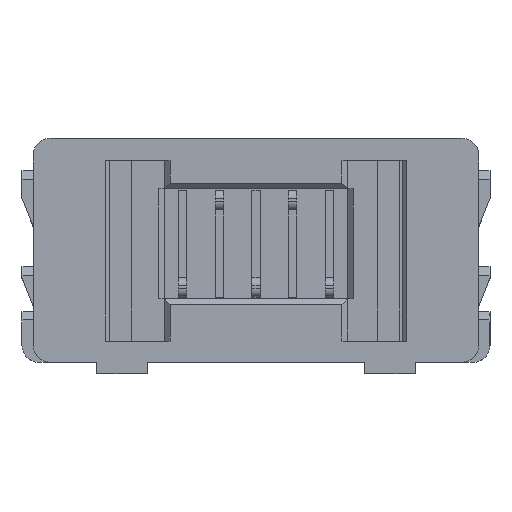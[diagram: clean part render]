
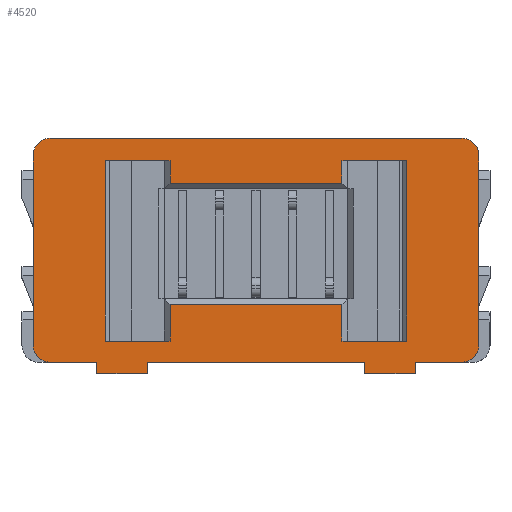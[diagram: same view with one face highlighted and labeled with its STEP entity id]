
A CAD part, top view. The second image highlights one B-rep face of the part: STEP entity #4520.
In plain terms, the highlighted planar face has unit normal (0, 0, 1).
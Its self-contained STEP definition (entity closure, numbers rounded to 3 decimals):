
#60=CARTESIAN_POINT('',(3.95,3.983,0.));
#70=DIRECTION('',(0.,1.,0.));
#80=VECTOR('',#70,1.);
#90=LINE('',#60,#80);
#100=CARTESIAN_POINT('',(3.95,-1.688,0.));
#110=VERTEX_POINT('',#100);
#120=CARTESIAN_POINT('',(3.95,1.687,0.));
#130=VERTEX_POINT('',#120);
#140=EDGE_CURVE('',#110,#130,#90,.T.);
#2180=CARTESIAN_POINT('',(3.65,-1.988,0.));
#2190=VERTEX_POINT('',#2180);
#2220=CARTESIAN_POINT('',(3.65,-1.688,0.));
#2230=DIRECTION('',(0.,-0.,1.));
#2240=DIRECTION('',(-1.,0.,0.));
#2250=AXIS2_PLACEMENT_3D('',#2220,#2230,#2240);
#2260=CIRCLE('',#2250,0.3);
#2270=EDGE_CURVE('',#2190,#110,#2260,.T.);
#2320=CARTESIAN_POINT('',(-4.153,-2.297,0.));
#2330=DIRECTION('',(0.,0.,1.));
#2340=DIRECTION('',(1.,0.,0.));
#2350=AXIS2_PLACEMENT_3D('',#2320,#2330,#2340);
#2360=PLANE('',#2350);
#2370=CARTESIAN_POINT('',(8.21,-1.988,0.));
#2380=DIRECTION('',(1.,0.,-0.));
#2390=VECTOR('',#2380,1.);
#2400=LINE('',#2370,#2390);
#2410=CARTESIAN_POINT('',(2.825,-1.988,0.));
#2420=VERTEX_POINT('',#2410);
#2430=EDGE_CURVE('',#2420,#2190,#2400,.T.);
#2440=ORIENTED_EDGE('',*,*,#2430,.T.);
#2450=CARTESIAN_POINT('',(2.825,3.983,0.));
#2460=DIRECTION('',(0.,-1.,0.));
#2470=VECTOR('',#2460,1.);
#2480=LINE('',#2450,#2470);
#2490=CARTESIAN_POINT('',(2.825,-2.188,0.));
#2500=VERTEX_POINT('',#2490);
#2510=EDGE_CURVE('',#2420,#2500,#2480,.T.);
#2520=ORIENTED_EDGE('',*,*,#2510,.F.);
#2530=CARTESIAN_POINT('',(8.21,-2.188,0.));
#2540=DIRECTION('',(-1.,0.,0.));
#2550=VECTOR('',#2540,1.);
#2560=LINE('',#2530,#2550);
#2570=CARTESIAN_POINT('',(1.925,-2.188,0.));
#2580=VERTEX_POINT('',#2570);
#2590=EDGE_CURVE('',#2500,#2580,#2560,.T.);
#2600=ORIENTED_EDGE('',*,*,#2590,.F.);
#2610=CARTESIAN_POINT('',(1.925,3.983,0.));
#2620=DIRECTION('',(0.,1.,0.));
#2630=VECTOR('',#2620,1.);
#2640=LINE('',#2610,#2630);
#2650=CARTESIAN_POINT('',(1.925,-1.988,0.));
#2660=VERTEX_POINT('',#2650);
#2670=EDGE_CURVE('',#2580,#2660,#2640,.T.);
#2680=ORIENTED_EDGE('',*,*,#2670,.F.);
#2690=CARTESIAN_POINT('',(8.21,-1.988,0.));
#2700=DIRECTION('',(1.,0.,-0.));
#2710=VECTOR('',#2700,1.);
#2720=LINE('',#2690,#2710);
#2730=CARTESIAN_POINT('',(-1.925,-1.988,0.));
#2740=VERTEX_POINT('',#2730);
#2750=EDGE_CURVE('',#2740,#2660,#2720,.T.);
#2760=ORIENTED_EDGE('',*,*,#2750,.T.);
#2770=CARTESIAN_POINT('',(-1.925,3.983,0.));
#2780=DIRECTION('',(0.,-1.,0.));
#2790=VECTOR('',#2780,1.);
#2800=LINE('',#2770,#2790);
#2810=CARTESIAN_POINT('',(-1.925,-2.188,0.));
#2820=VERTEX_POINT('',#2810);
#2830=EDGE_CURVE('',#2740,#2820,#2800,.T.);
#2840=ORIENTED_EDGE('',*,*,#2830,.F.);
#2850=CARTESIAN_POINT('',(8.21,-2.188,0.));
#2860=DIRECTION('',(-1.,0.,0.));
#2870=VECTOR('',#2860,1.);
#2880=LINE('',#2850,#2870);
#2890=CARTESIAN_POINT('',(-2.825,-2.188,0.));
#2900=VERTEX_POINT('',#2890);
#2910=EDGE_CURVE('',#2820,#2900,#2880,.T.);
#2920=ORIENTED_EDGE('',*,*,#2910,.F.);
#2930=CARTESIAN_POINT('',(-2.825,3.983,0.));
#2940=DIRECTION('',(0.,1.,0.));
#2950=VECTOR('',#2940,1.);
#2960=LINE('',#2930,#2950);
#2970=CARTESIAN_POINT('',(-2.825,-1.988,0.));
#2980=VERTEX_POINT('',#2970);
#2990=EDGE_CURVE('',#2900,#2980,#2960,.T.);
#3000=ORIENTED_EDGE('',*,*,#2990,.F.);
#3010=CARTESIAN_POINT('',(8.21,-1.988,0.));
#3020=DIRECTION('',(1.,0.,-0.));
#3030=VECTOR('',#3020,1.);
#3040=LINE('',#3010,#3030);
#3050=CARTESIAN_POINT('',(-3.65,-1.988,0.));
#3060=VERTEX_POINT('',#3050);
#3070=EDGE_CURVE('',#3060,#2980,#3040,.T.);
#3080=ORIENTED_EDGE('',*,*,#3070,.T.);
#3090=CARTESIAN_POINT('',(-3.65,-1.688,0.));
#3100=DIRECTION('',(0.,-0.,1.));
#3110=DIRECTION('',(-1.,0.,0.));
#3120=AXIS2_PLACEMENT_3D('',#3090,#3100,#3110);
#3130=CIRCLE('',#3120,0.3);
#3140=CARTESIAN_POINT('',(-3.95,-1.687,0.));
#3150=VERTEX_POINT('',#3140);
#3160=EDGE_CURVE('',#3150,#3060,#3130,.T.);
#3170=ORIENTED_EDGE('',*,*,#3160,.T.);
#3180=CARTESIAN_POINT('',(-3.95,3.983,0.));
#3190=DIRECTION('',(0.,-1.,0.));
#3200=VECTOR('',#3190,1.);
#3210=LINE('',#3180,#3200);
#3220=CARTESIAN_POINT('',(-3.95,1.687,0.));
#3230=VERTEX_POINT('',#3220);
#3240=EDGE_CURVE('',#3230,#3150,#3210,.T.);
#3250=ORIENTED_EDGE('',*,*,#3240,.T.);
#3260=CARTESIAN_POINT('',(-3.65,1.687,0.));
#3270=DIRECTION('',(0.,-0.,1.));
#3280=DIRECTION('',(-1.,0.,0.));
#3290=AXIS2_PLACEMENT_3D('',#3260,#3270,#3280);
#3300=CIRCLE('',#3290,0.3);
#3310=CARTESIAN_POINT('',(-3.65,1.988,0.));
#3320=VERTEX_POINT('',#3310);
#3330=EDGE_CURVE('',#3320,#3230,#3300,.T.);
#3340=ORIENTED_EDGE('',*,*,#3330,.T.);
#3350=CARTESIAN_POINT('',(8.21,1.988,0.));
#3360=DIRECTION('',(-1.,0.,0.));
#3370=VECTOR('',#3360,1.);
#3380=LINE('',#3350,#3370);
#3390=CARTESIAN_POINT('',(3.65,1.987,0.));
#3400=VERTEX_POINT('',#3390);
#3410=EDGE_CURVE('',#3400,#3320,#3380,.T.);
#3420=ORIENTED_EDGE('',*,*,#3410,.T.);
#3430=CARTESIAN_POINT('',(3.65,1.687,0.));
#3440=DIRECTION('',(0.,0.,1.));
#3450=DIRECTION('',(1.,0.,0.));
#3460=AXIS2_PLACEMENT_3D('',#3430,#3440,#3450);
#3470=CIRCLE('',#3460,0.3);
#3480=EDGE_CURVE('',#130,#3400,#3470,.T.);
#3490=ORIENTED_EDGE('',*,*,#3480,.T.);
#3500=ORIENTED_EDGE('',*,*,#140,.T.);
#3510=ORIENTED_EDGE('',*,*,#2270,.T.);
#3520=EDGE_LOOP('',(#3510,#3500,#3490,#3420,#3340,#3250,#3170,#3080,
#3000,#2920,#2840,#2760,#2680,#2600,#2520,#2440));
#3530=FACE_OUTER_BOUND('',#3520,.T.);
#3540=CARTESIAN_POINT('',(1.525,3.983,0.));
#3550=DIRECTION('',(0.,-1.,0.));
#3560=VECTOR('',#3550,1.);
#3570=LINE('',#3540,#3560);
#3580=CARTESIAN_POINT('',(1.525,1.588,0.));
#3590=VERTEX_POINT('',#3580);
#3600=CARTESIAN_POINT('',(1.525,1.188,0.));
#3610=VERTEX_POINT('',#3600);
#3620=EDGE_CURVE('',#3590,#3610,#3570,.T.);
#3630=ORIENTED_EDGE('',*,*,#3620,.F.);
#3640=CARTESIAN_POINT('',(8.21,1.188,0.));
#3650=DIRECTION('',(-1.,0.,0.));
#3660=VECTOR('',#3650,1.);
#3670=LINE('',#3640,#3660);
#3680=CARTESIAN_POINT('',(-1.525,1.188,0.));
#3690=VERTEX_POINT('',#3680);
#3700=EDGE_CURVE('',#3610,#3690,#3670,.T.);
#3710=ORIENTED_EDGE('',*,*,#3700,.F.);
#3720=CARTESIAN_POINT('',(-1.525,3.983,0.));
#3730=DIRECTION('',(0.,1.,0.));
#3740=VECTOR('',#3730,1.);
#3750=LINE('',#3720,#3740);
#3760=CARTESIAN_POINT('',(-1.525,1.588,0.));
#3770=VERTEX_POINT('',#3760);
#3780=EDGE_CURVE('',#3690,#3770,#3750,.T.);
#3790=ORIENTED_EDGE('',*,*,#3780,.F.);
#3800=CARTESIAN_POINT('',(8.21,1.588,0.));
#3810=DIRECTION('',(-1.,0.,0.));
#3820=VECTOR('',#3810,1.);
#3830=LINE('',#3800,#3820);
#3840=CARTESIAN_POINT('',(-2.675,1.588,0.));
#3850=VERTEX_POINT('',#3840);
#3860=EDGE_CURVE('',#3770,#3850,#3830,.T.);
#3870=ORIENTED_EDGE('',*,*,#3860,.F.);
#3880=CARTESIAN_POINT('',(-2.675,3.983,0.));
#3890=DIRECTION('',(0.,-1.,0.));
#3900=VECTOR('',#3890,1.);
#3910=LINE('',#3880,#3900);
#3920=CARTESIAN_POINT('',(-2.675,-1.613,0.));
#3930=VERTEX_POINT('',#3920);
#3940=EDGE_CURVE('',#3850,#3930,#3910,.T.);
#3950=ORIENTED_EDGE('',*,*,#3940,.F.);
#3960=CARTESIAN_POINT('',(8.21,-1.613,0.));
#3970=DIRECTION('',(1.,0.,0.));
#3980=VECTOR('',#3970,1.);
#3990=LINE('',#3960,#3980);
#4000=CARTESIAN_POINT('',(-1.525,-1.613,0.));
#4010=VERTEX_POINT('',#4000);
#4020=EDGE_CURVE('',#3930,#4010,#3990,.T.);
#4030=ORIENTED_EDGE('',*,*,#4020,.F.);
#4040=CARTESIAN_POINT('',(-1.525,3.983,0.));
#4050=DIRECTION('',(0.,1.,0.));
#4060=VECTOR('',#4050,1.);
#4070=LINE('',#4040,#4060);
#4080=CARTESIAN_POINT('',(-1.525,-0.963,0.));
#4090=VERTEX_POINT('',#4080);
#4100=EDGE_CURVE('',#4010,#4090,#4070,.T.);
#4110=ORIENTED_EDGE('',*,*,#4100,.F.);
#4120=CARTESIAN_POINT('',(8.21,-0.963,0.));
#4130=DIRECTION('',(1.,0.,0.));
#4140=VECTOR('',#4130,1.);
#4150=LINE('',#4120,#4140);
#4160=CARTESIAN_POINT('',(1.525,-0.963,0.));
#4170=VERTEX_POINT('',#4160);
#4180=EDGE_CURVE('',#4090,#4170,#4150,.T.);
#4190=ORIENTED_EDGE('',*,*,#4180,.F.);
#4200=CARTESIAN_POINT('',(1.525,3.983,0.));
#4210=DIRECTION('',(0.,-1.,0.));
#4220=VECTOR('',#4210,1.);
#4230=LINE('',#4200,#4220);
#4240=CARTESIAN_POINT('',(1.525,-1.613,0.));
#4250=VERTEX_POINT('',#4240);
#4260=EDGE_CURVE('',#4170,#4250,#4230,.T.);
#4270=ORIENTED_EDGE('',*,*,#4260,.F.);
#4280=CARTESIAN_POINT('',(8.21,-1.613,0.));
#4290=DIRECTION('',(1.,0.,0.));
#4300=VECTOR('',#4290,1.);
#4310=LINE('',#4280,#4300);
#4320=CARTESIAN_POINT('',(2.675,-1.613,0.));
#4330=VERTEX_POINT('',#4320);
#4340=EDGE_CURVE('',#4250,#4330,#4310,.T.);
#4350=ORIENTED_EDGE('',*,*,#4340,.F.);
#4360=CARTESIAN_POINT('',(2.675,3.983,0.));
#4370=DIRECTION('',(0.,1.,0.));
#4380=VECTOR('',#4370,1.);
#4390=LINE('',#4360,#4380);
#4400=CARTESIAN_POINT('',(2.675,1.588,0.));
#4410=VERTEX_POINT('',#4400);
#4420=EDGE_CURVE('',#4330,#4410,#4390,.T.);
#4430=ORIENTED_EDGE('',*,*,#4420,.F.);
#4440=CARTESIAN_POINT('',(8.21,1.588,0.));
#4450=DIRECTION('',(-1.,0.,0.));
#4460=VECTOR('',#4450,1.);
#4470=LINE('',#4440,#4460);
#4480=EDGE_CURVE('',#4410,#3590,#4470,.T.);
#4490=ORIENTED_EDGE('',*,*,#4480,.F.);
#4500=EDGE_LOOP('',(#4490,#4430,#4350,#4270,#4190,#4110,#4030,#3950,
#3870,#3790,#3710,#3630));
#4510=FACE_BOUND('',#4500,.T.);
#4520=ADVANCED_FACE('',(#3530,#4510),#2360,.T.);
